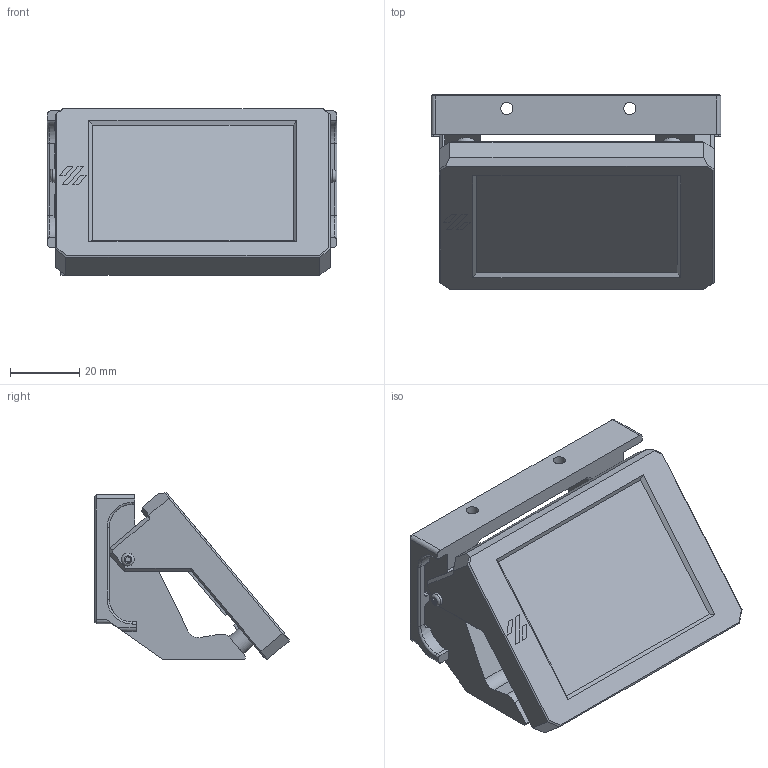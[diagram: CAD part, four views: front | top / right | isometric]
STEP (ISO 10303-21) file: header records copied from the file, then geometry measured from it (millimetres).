
FILE_DESCRIPTION(/* description */ (''),/* implementation_level */ '2;1');
FILE_NAME(/* name */ 'V02-28Waveshare.step',/* time_stamp */ '2023-02-13T11:59:47-08:00',/* author */ (''),/* organization */ (''),/* preprocessor_version */ 'ST-DEVELOPER v19.2',/* originating_system */ 'Autodesk Translation Framework v11.17.0.187',/* authorisation */ '');
FILE_SCHEMA (('AUTOMOTIVE_DESIGN { 1 0 10303 214 3 1 1 }'));
Length unit declared in the file: millimetre
Products named in the file (8): (Unsaved); Display_Cover; logo; Display_mount; Waveshare2.8; Hardware; M2.5x6 BHCS; m2 self tapper
Assembly tree (11 placements, depth 3):
  (Unsaved)
    Display_Cover
      logo
    Display_mount
    Waveshare2.8
    Hardware
      M2.5x6 BHCS  x4
      m2 self tapper  x2
Bounding box: 83.67 x 56.17 x 48.12 mm (x, y, z)
Volume: 85225.3 mm3; surface area: 69999.7 mm2
Topology: 20 solids, 20 shells, 670 faces, 1648 edges, 1042 vertices
Faces by surface type: plane 418, cylinder 172, cone 62, torus 10, bspline 4, sphere 4
Full cylindrical faces by diameter (mm): 1.9 x4, 2 x2, 2.4 x4, 2.5 x4, 3 x12, 3.5 x4, 3.75 x2, 4.7 x4, 5.6 x8, 6.5 x4
Entity records: 18855 total; most frequent: CARTESIAN_POINT 4016, DIRECTION 3012, ORIENTED_EDGE 3004, EDGE_CURVE 1502, LINE 1082, VECTOR 1082, AXIS2_PLACEMENT_3D 965, VERTEX_POINT 957
